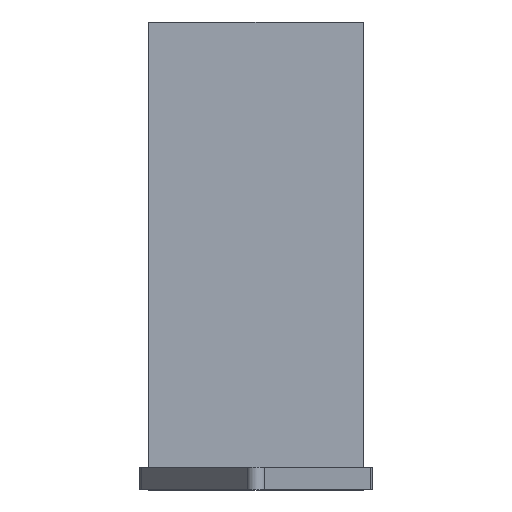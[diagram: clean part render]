
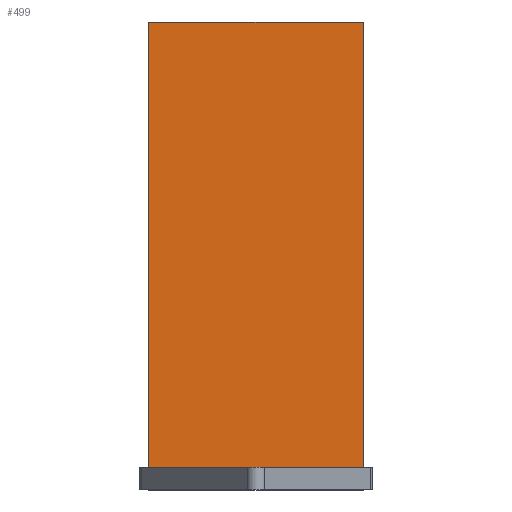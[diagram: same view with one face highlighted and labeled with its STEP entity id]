
A CAD part, top view. The second image highlights one B-rep face of the part: STEP entity #499.
In plain terms, the highlighted planar face has unit normal (0, 0, 1).
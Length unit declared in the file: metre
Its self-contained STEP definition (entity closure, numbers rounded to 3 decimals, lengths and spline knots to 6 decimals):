
#27=ORIENTED_EDGE('',*,*,#173,.F.);
#28=ORIENTED_EDGE('',*,*,#174,.T.);
#29=ORIENTED_EDGE('',*,*,#175,.F.);
#30=ORIENTED_EDGE('',*,*,#176,.F.);
#31=ORIENTED_EDGE('',*,*,#177,.T.);
#32=ORIENTED_EDGE('',*,*,#178,.T.);
#33=ORIENTED_EDGE('',*,*,#179,.F.);
#34=ORIENTED_EDGE('',*,*,#180,.T.);
#173=EDGE_CURVE('',#246,#247,#294,.T.);
#174=EDGE_CURVE('',#246,#248,#295,.T.);
#175=EDGE_CURVE('',#249,#248,#296,.T.);
#176=EDGE_CURVE('',#250,#249,#297,.T.);
#177=EDGE_CURVE('',#250,#251,#298,.T.);
#178=EDGE_CURVE('',#251,#252,#299,.T.);
#179=EDGE_CURVE('',#253,#252,#300,.T.);
#180=EDGE_CURVE('',#253,#247,#301,.T.);
#246=VERTEX_POINT('',#714);
#247=VERTEX_POINT('',#715);
#248=VERTEX_POINT('',#717);
#249=VERTEX_POINT('',#719);
#250=VERTEX_POINT('',#721);
#251=VERTEX_POINT('',#723);
#252=VERTEX_POINT('',#725);
#253=VERTEX_POINT('',#727);
#294=LINE('',#713,#357);
#295=LINE('',#716,#358);
#296=LINE('',#718,#359);
#297=LINE('',#720,#360);
#298=LINE('',#722,#361);
#299=LINE('',#724,#362);
#300=LINE('',#726,#363);
#301=LINE('',#728,#364);
#357=VECTOR('',#578,1.);
#358=VECTOR('',#579,1.);
#359=VECTOR('',#580,1.);
#360=VECTOR('',#581,1.);
#361=VECTOR('',#582,1.);
#362=VECTOR('',#583,1.);
#363=VECTOR('',#584,1.);
#364=VECTOR('',#585,1.);
#420=EDGE_LOOP('',(#27,#28,#29,#30,#31,#32,#33,#34));
#449=FACE_BOUND('',#420,.T.);
#478=PLANE('',#538);
#499=ADVANCED_FACE('',(#449),#478,.T.);
#538=AXIS2_PLACEMENT_3D('',#712,#576,#577);
#576=DIRECTION('',(0.,0.,1.));
#577=DIRECTION('',(1.,0.,0.));
#578=DIRECTION('',(-1.,0.,0.));
#579=DIRECTION('',(0.,1.,0.));
#580=DIRECTION('',(-1.,0.,0.));
#581=DIRECTION('',(0.,-1.,0.));
#582=DIRECTION('',(-1.,0.,0.));
#583=DIRECTION('',(0.,-1.,0.));
#584=DIRECTION('',(-1.,0.,0.));
#585=DIRECTION('',(0.,-1.,0.));
#712=CARTESIAN_POINT('',(0.,0.159845,0.0025));
#713=CARTESIAN_POINT('',(0.,0.029845,0.0025));
#714=CARTESIAN_POINT('',(0.02679,0.029845,0.0025));
#715=CARTESIAN_POINT('',(-0.02679,0.029845,0.0025));
#716=CARTESIAN_POINT('',(0.02679,0.159845,0.0025));
#717=CARTESIAN_POINT('',(0.02679,0.036145,0.0025));
#718=CARTESIAN_POINT('',(0.,0.036145,0.0025));
#719=CARTESIAN_POINT('',(0.029845,0.036145,0.0025));
#720=CARTESIAN_POINT('',(0.029845,0.159845,0.0025));
#721=CARTESIAN_POINT('',(0.029845,0.159845,0.0025));
#722=CARTESIAN_POINT('',(0.,0.159845,0.0025));
#723=CARTESIAN_POINT('',(-0.029845,0.159845,0.0025));
#724=CARTESIAN_POINT('',(-0.029845,0.159845,0.0025));
#725=CARTESIAN_POINT('',(-0.029845,0.036145,0.0025));
#726=CARTESIAN_POINT('',(0.,0.036145,0.0025));
#727=CARTESIAN_POINT('',(-0.02679,0.036145,0.0025));
#728=CARTESIAN_POINT('',(-0.02679,0.159845,0.0025));
